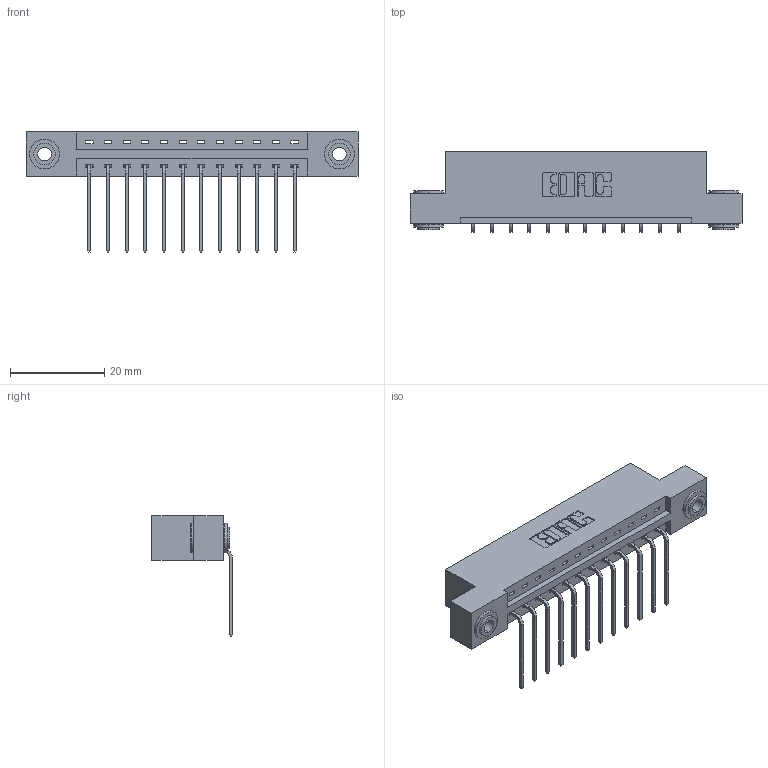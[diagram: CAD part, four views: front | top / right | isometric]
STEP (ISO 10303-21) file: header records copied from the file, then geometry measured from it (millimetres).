
FILE_DESCRIPTION (( 'STEP AP203' ), '1' );
FILE_NAME ('387-012-559-103.STEP', '2019-10-02T13:42:16', ( '' ), ( '' ), 'SwSTEP 2.0', 'SolidWorks 2016', '' );
FILE_SCHEMA (( 'CONFIG_CONTROL_DESIGN' ));
Length unit declared in the file: inch
Products named in the file (4): 345-250-002_345-250-002-102; 387-012-559-103; 345-292-001_558 559 Tail - 1; 337 Part_Flush Mounting Lugs - 0.156 Dia-TH
Assembly tree (15 placements, depth 2):
  387-012-559-103
    337 Part_Flush Mounting Lugs - 0.156 Dia-TH
    345-292-001_558 559 Tail - 1  x12
    345-250-002_345-250-002-102  x2
Bounding box: 70.56 x 17.09 x 25.53 mm (x, y, z)
Volume: 7017.6 mm3; surface area: 7563.5 mm2
Topology: 15 solids, 15 shells, 920 faces, 2715 edges, 1790 vertices
Faces by surface type: plane 656, cylinder 256, cone 8
Entity records: 13534 total; most frequent: CARTESIAN_POINT 2333, ORIENTED_EDGE 2274, DIRECTION 2059, EDGE_CURVE 1137, VECTOR 985, LINE 985, VERTEX_POINT 754, AXIS2_PLACEMENT_3D 537
